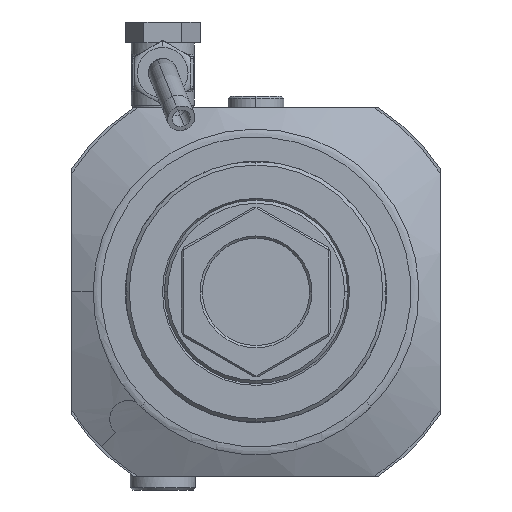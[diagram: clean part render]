
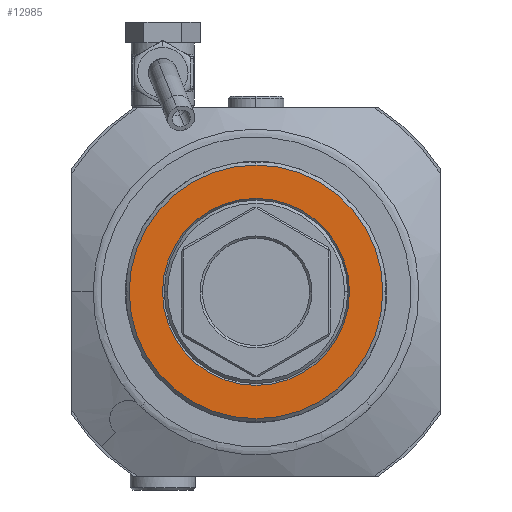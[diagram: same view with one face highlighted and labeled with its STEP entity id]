
A CAD part, left-side view. The second image highlights one B-rep face of the part: STEP entity #12985.
In plain terms, the highlighted planar face has unit normal (-1, 0, 0).
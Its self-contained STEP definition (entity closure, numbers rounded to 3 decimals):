
#3830=CARTESIAN_POINT('',(-24.,0.,0.));
#3831=DIRECTION('',(-1.,0.,0.));
#3832=DIRECTION('',(0.,1.,0.));
#3833=AXIS2_PLACEMENT_3D('',#3830,#3831,#3832);
#3835=CARTESIAN_POINT('',(-24.,0.,0.));
#3836=DIRECTION('',(-1.,0.,0.));
#3837=DIRECTION('',(0.,-1.,0.));
#3838=AXIS2_PLACEMENT_3D('',#3835,#3836,#3837);
#3840=CARTESIAN_POINT('',(-24.,0.,0.));
#3841=DIRECTION('',(1.,0.,0.));
#3842=DIRECTION('',(0.,1.,0.));
#3843=AXIS2_PLACEMENT_3D('',#3840,#3841,#3842);
#3845=CARTESIAN_POINT('',(-24.,0.,0.));
#3846=DIRECTION('',(1.,0.,0.));
#3847=DIRECTION('',(0.,-1.,0.));
#3848=AXIS2_PLACEMENT_3D('',#3845,#3846,#3847);
#8673=CARTESIAN_POINT('',(-24.,20.054,0.));
#8674=CARTESIAN_POINT('',(-24.,-20.054,0.));
#8675=VERTEX_POINT('',#8673);
#8676=VERTEX_POINT('',#8674);
#8677=CARTESIAN_POINT('',(-24.,27.2,0.));
#8678=CARTESIAN_POINT('',(-24.,-27.2,0.));
#8679=VERTEX_POINT('',#8677);
#8680=VERTEX_POINT('',#8678);
#12970=CARTESIAN_POINT('',(-24.,0.,0.));
#12971=DIRECTION('',(-1.,0.,0.));
#12972=DIRECTION('',(0.,1.,0.));
#12973=AXIS2_PLACEMENT_3D('',#12970,#12971,#12972);
#12974=PLANE('',#12973);
#12975=ORIENTED_EDGE('',*,*,#12948,.F.);
#12976=ORIENTED_EDGE('',*,*,#12963,.F.);
#12977=EDGE_LOOP('',(#12975,#12976));
#12978=FACE_OUTER_BOUND('',#12977,.F.);
#12980=ORIENTED_EDGE('',*,*,#12979,.F.);
#12982=ORIENTED_EDGE('',*,*,#12981,.F.);
#12983=EDGE_LOOP('',(#12980,#12982));
#12984=FACE_BOUND('',#12983,.F.);
#3834=CIRCLE('',#3833,27.2);
#3839=CIRCLE('',#3838,27.2);
#3844=CIRCLE('',#3843,20.054);
#3849=CIRCLE('',#3848,20.054);
#12948=EDGE_CURVE('',#8679,#8680,#3834,.T.);
#12963=EDGE_CURVE('',#8680,#8679,#3839,.T.);
#12979=EDGE_CURVE('',#8675,#8676,#3844,.T.);
#12981=EDGE_CURVE('',#8676,#8675,#3849,.T.);
#12985=ADVANCED_FACE('',(#12978,#12984),#12974,.T.);
